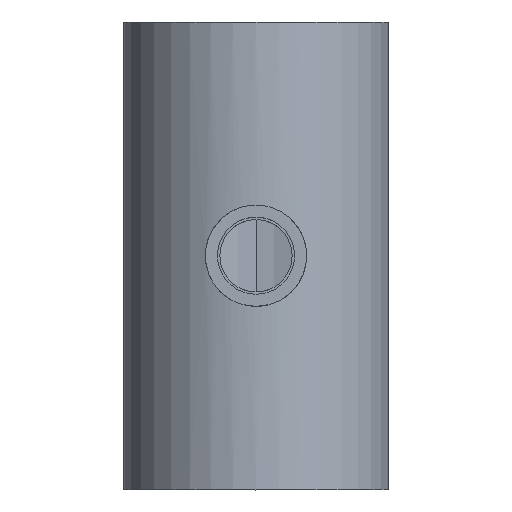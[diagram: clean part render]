
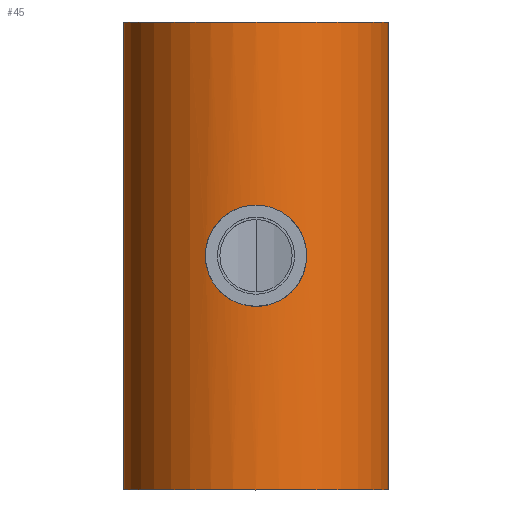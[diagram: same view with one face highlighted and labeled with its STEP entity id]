
A CAD part, top view. The second image highlights one B-rep face of the part: STEP entity #45.
In plain terms, the highlighted cylindrical face has radius 55 mm (diameter 110 mm), a partial arc.
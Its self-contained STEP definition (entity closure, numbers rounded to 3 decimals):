
#45=ADVANCED_FACE('',(#103,#104),#105,.T.);
#103=FACE_OUTER_BOUND('',#178,.T.);
#104=FACE_BOUND('',#179,.T.);
#105=CYLINDRICAL_SURFACE('',#180,55.0);
#178=EDGE_LOOP('',(#247,#248,#249,#250));
#179=EDGE_LOOP('',(#251,#252));
#180=AXIS2_PLACEMENT_3D('',#253,#254,#255);
#247=ORIENTED_EDGE('',*,*,#418,.F.);
#248=ORIENTED_EDGE('',*,*,#419,.F.);
#249=ORIENTED_EDGE('',*,*,#420,.F.);
#250=ORIENTED_EDGE('',*,*,#421,.F.);
#251=ORIENTED_EDGE('',*,*,#422,.T.);
#252=ORIENTED_EDGE('',*,*,#423,.T.);
#253=CARTESIAN_POINT('',(0.0,0.0,0.0));
#254=DIRECTION('',(0.0,-1.0,0.0));
#255=DIRECTION('',(1.0,0.0,0.0));
#418=EDGE_CURVE('',#484,#485,#486,.T.);
#419=EDGE_CURVE('',#487,#484,#488,.T.);
#420=EDGE_CURVE('',#489,#487,#490,.T.);
#421=EDGE_CURVE('',#485,#489,#491,.T.);
#422=EDGE_CURVE('',#492,#493,#494,.T.);
#423=EDGE_CURVE('',#493,#492,#495,.T.);
#484=VERTEX_POINT('',#580);
#485=VERTEX_POINT('',#581);
#486=LINE('',#582,#583);
#487=VERTEX_POINT('',#584);
#488=CIRCLE('',#585,55.0);
#489=VERTEX_POINT('',#586);
#490=LINE('',#587,#588);
#491=CIRCLE('',#589,55.0);
#492=VERTEX_POINT('',#590);
#493=VERTEX_POINT('',#591);
#494=B_SPLINE_CURVE_WITH_KNOTS('',3,(#592,#593,#594,#595,#596,#597,#598,#599,#600,#601,#602,#603,#604,#605,#606,#607,#608,#609,#610,#611,#612,#613,#614,#615,#616,#617,#618,#619,#620,#621,#622,#623,#624,#625,#626,#627,#628,#629,#630,#631,#632,#633,#634,#635,#636,#637,#638,#639,#640,#641),.UNSPECIFIED.,.F.,.F.,(4,2,2,2,2,2,2,2,2,2,2,2,2,2,2,2,2,2,2,2,2,2,2,2,4),(0.0,2.001,4.001,6.002,8.003,12.004,16.005,20.003,24.001,26.,27.999,29.998,31.997,33.996,35.995,37.994,39.993,43.991,47.989,51.99,55.991,57.992,59.993,61.993,63.994),.UNSPECIFIED.);
#495=B_SPLINE_CURVE_WITH_KNOTS('',3,(#642,#643,#644,#645,#646,#647,#648,#649,#650,#651,#652,#653,#654,#655,#656,#657,#658,#659,#660,#661,#662,#663,#664,#665,#666,#667,#668,#669,#670,#671,#672,#673,#674,#675,#676,#677,#678,#679,#680,#681,#682,#683,#684,#685,#686,#687,#688,#689,#690,#691),.UNSPECIFIED.,.F.,.F.,(4,2,2,2,2,2,2,2,2,2,2,2,2,2,2,2,2,2,2,2,2,2,2,2,4),(63.994,65.994,67.995,69.996,71.996,75.998,79.999,83.997,87.995,89.994,91.993,93.992,95.991,97.99,99.989,101.988,103.987,107.985,111.983,115.984,119.985,121.986,123.986,125.987,127.988),.UNSPECIFIED.);
#580=CARTESIAN_POINT('',(55.0,97.0,0.0));
#581=CARTESIAN_POINT('',(55.0,-97.0,0.0));
#582=CARTESIAN_POINT('',(55.0,0.0,0.));
#583=VECTOR('',#856,1.0);
#584=CARTESIAN_POINT('',(-55.0,97.0,0.));
#585=AXIS2_PLACEMENT_3D('',#857,#858,#859);
#586=CARTESIAN_POINT('',(-55.0,-97.0,0.));
#587=CARTESIAN_POINT('',(-55.0,0.0,0.));
#588=VECTOR('',#860,1.0);
#589=AXIS2_PLACEMENT_3D('',#861,#862,#863);
#590=CARTESIAN_POINT('',(-21.0,0.0,50.833));
#591=CARTESIAN_POINT('',(21.0,0.,50.833));
#592=CARTESIAN_POINT('',(-21.0,0.0,50.833));
#593=CARTESIAN_POINT('',(-21.0,0.667,50.833));
#594=CARTESIAN_POINT('',(-20.968,1.344,50.846));
#595=CARTESIAN_POINT('',(-20.836,2.705,50.9));
#596=CARTESIAN_POINT('',(-20.736,3.389,50.941));
#597=CARTESIAN_POINT('',(-20.467,4.751,51.05));
#598=CARTESIAN_POINT('',(-20.298,5.43,51.118));
#599=CARTESIAN_POINT('',(-19.892,6.768,51.277));
#600=CARTESIAN_POINT('',(-19.655,7.428,51.369));
#601=CARTESIAN_POINT('',(-18.848,9.365,51.673));
#602=CARTESIAN_POINT('',(-18.181,10.599,51.914));
#603=CARTESIAN_POINT('',(-16.644,12.879,52.427));
#604=CARTESIAN_POINT('',(-15.774,13.924,52.698));
#605=CARTESIAN_POINT('',(-13.925,15.774,53.217));
#606=CARTESIAN_POINT('',(-12.88,16.643,53.483));
#607=CARTESIAN_POINT('',(-10.6,18.18,53.981));
#608=CARTESIAN_POINT('',(-9.365,18.848,54.213));
#609=CARTESIAN_POINT('',(-7.428,19.655,54.5));
#610=CARTESIAN_POINT('',(-6.767,19.892,54.586));
#611=CARTESIAN_POINT('',(-5.428,20.298,54.736));
#612=CARTESIAN_POINT('',(-4.75,20.468,54.799));
#613=CARTESIAN_POINT('',(-3.388,20.737,54.9));
#614=CARTESIAN_POINT('',(-2.704,20.836,54.938));
#615=CARTESIAN_POINT('',(-1.343,20.968,54.988));
#616=CARTESIAN_POINT('',(-0.666,21.0,55.0));
#617=CARTESIAN_POINT('',(0.666,21.0,55.0));
#618=CARTESIAN_POINT('',(1.343,20.968,54.988));
#619=CARTESIAN_POINT('',(2.704,20.836,54.938));
#620=CARTESIAN_POINT('',(3.388,20.737,54.9));
#621=CARTESIAN_POINT('',(4.75,20.468,54.799));
#622=CARTESIAN_POINT('',(5.428,20.298,54.736));
#623=CARTESIAN_POINT('',(6.767,19.892,54.586));
#624=CARTESIAN_POINT('',(7.428,19.655,54.5));
#625=CARTESIAN_POINT('',(9.365,18.848,54.213));
#626=CARTESIAN_POINT('',(10.6,18.18,53.981));
#627=CARTESIAN_POINT('',(12.88,16.643,53.483));
#628=CARTESIAN_POINT('',(13.925,15.774,53.217));
#629=CARTESIAN_POINT('',(15.774,13.924,52.698));
#630=CARTESIAN_POINT('',(16.644,12.879,52.427));
#631=CARTESIAN_POINT('',(18.181,10.599,51.914));
#632=CARTESIAN_POINT('',(18.848,9.365,51.673));
#633=CARTESIAN_POINT('',(19.655,7.428,51.369));
#634=CARTESIAN_POINT('',(19.892,6.768,51.277));
#635=CARTESIAN_POINT('',(20.298,5.43,51.118));
#636=CARTESIAN_POINT('',(20.467,4.751,51.05));
#637=CARTESIAN_POINT('',(20.736,3.389,50.941));
#638=CARTESIAN_POINT('',(20.836,2.705,50.9));
#639=CARTESIAN_POINT('',(20.968,1.344,50.846));
#640=CARTESIAN_POINT('',(21.0,0.667,50.833));
#641=CARTESIAN_POINT('',(21.0,0.,50.833));
#642=CARTESIAN_POINT('',(21.0,0.0,50.833));
#643=CARTESIAN_POINT('',(21.0,-0.667,50.833));
#644=CARTESIAN_POINT('',(20.968,-1.344,50.846));
#645=CARTESIAN_POINT('',(20.836,-2.705,50.9));
#646=CARTESIAN_POINT('',(20.736,-3.389,50.941));
#647=CARTESIAN_POINT('',(20.467,-4.751,51.05));
#648=CARTESIAN_POINT('',(20.298,-5.43,51.118));
#649=CARTESIAN_POINT('',(19.892,-6.768,51.277));
#650=CARTESIAN_POINT('',(19.655,-7.428,51.369));
#651=CARTESIAN_POINT('',(18.848,-9.365,51.673));
#652=CARTESIAN_POINT('',(18.181,-10.599,51.914));
#653=CARTESIAN_POINT('',(16.644,-12.879,52.427));
#654=CARTESIAN_POINT('',(15.774,-13.924,52.698));
#655=CARTESIAN_POINT('',(13.925,-15.774,53.217));
#656=CARTESIAN_POINT('',(12.88,-16.643,53.483));
#657=CARTESIAN_POINT('',(10.6,-18.18,53.981));
#658=CARTESIAN_POINT('',(9.365,-18.848,54.213));
#659=CARTESIAN_POINT('',(7.428,-19.655,54.5));
#660=CARTESIAN_POINT('',(6.767,-19.892,54.586));
#661=CARTESIAN_POINT('',(5.428,-20.298,54.736));
#662=CARTESIAN_POINT('',(4.75,-20.468,54.799));
#663=CARTESIAN_POINT('',(3.388,-20.737,54.9));
#664=CARTESIAN_POINT('',(2.704,-20.836,54.938));
#665=CARTESIAN_POINT('',(1.343,-20.968,54.988));
#666=CARTESIAN_POINT('',(0.666,-21.0,55.0));
#667=CARTESIAN_POINT('',(-0.666,-21.0,55.0));
#668=CARTESIAN_POINT('',(-1.343,-20.968,54.988));
#669=CARTESIAN_POINT('',(-2.704,-20.836,54.938));
#670=CARTESIAN_POINT('',(-3.388,-20.737,54.9));
#671=CARTESIAN_POINT('',(-4.75,-20.468,54.799));
#672=CARTESIAN_POINT('',(-5.428,-20.298,54.736));
#673=CARTESIAN_POINT('',(-6.767,-19.892,54.586));
#674=CARTESIAN_POINT('',(-7.428,-19.655,54.5));
#675=CARTESIAN_POINT('',(-9.365,-18.848,54.213));
#676=CARTESIAN_POINT('',(-10.6,-18.18,53.981));
#677=CARTESIAN_POINT('',(-12.88,-16.643,53.483));
#678=CARTESIAN_POINT('',(-13.925,-15.774,53.217));
#679=CARTESIAN_POINT('',(-15.774,-13.924,52.698));
#680=CARTESIAN_POINT('',(-16.644,-12.879,52.427));
#681=CARTESIAN_POINT('',(-18.181,-10.599,51.914));
#682=CARTESIAN_POINT('',(-18.848,-9.365,51.673));
#683=CARTESIAN_POINT('',(-19.655,-7.428,51.369));
#684=CARTESIAN_POINT('',(-19.892,-6.768,51.277));
#685=CARTESIAN_POINT('',(-20.298,-5.43,51.118));
#686=CARTESIAN_POINT('',(-20.467,-4.751,51.05));
#687=CARTESIAN_POINT('',(-20.736,-3.389,50.941));
#688=CARTESIAN_POINT('',(-20.836,-2.705,50.9));
#689=CARTESIAN_POINT('',(-20.968,-1.344,50.846));
#690=CARTESIAN_POINT('',(-21.0,-0.667,50.833));
#691=CARTESIAN_POINT('',(-21.0,0.0,50.833));
#856=DIRECTION('',(0.0,-1.0,0.0));
#857=CARTESIAN_POINT('',(0.0,97.0,0.0));
#858=DIRECTION('',(-0.0,1.0,0.0));
#859=DIRECTION('',(1.0,0.0,0.0));
#860=DIRECTION('',(-0.0,1.0,-0.0));
#861=CARTESIAN_POINT('',(0.0,-97.0,0.0));
#862=DIRECTION('',(0.0,-1.0,0.0));
#863=DIRECTION('',(1.0,0.0,0.0));
